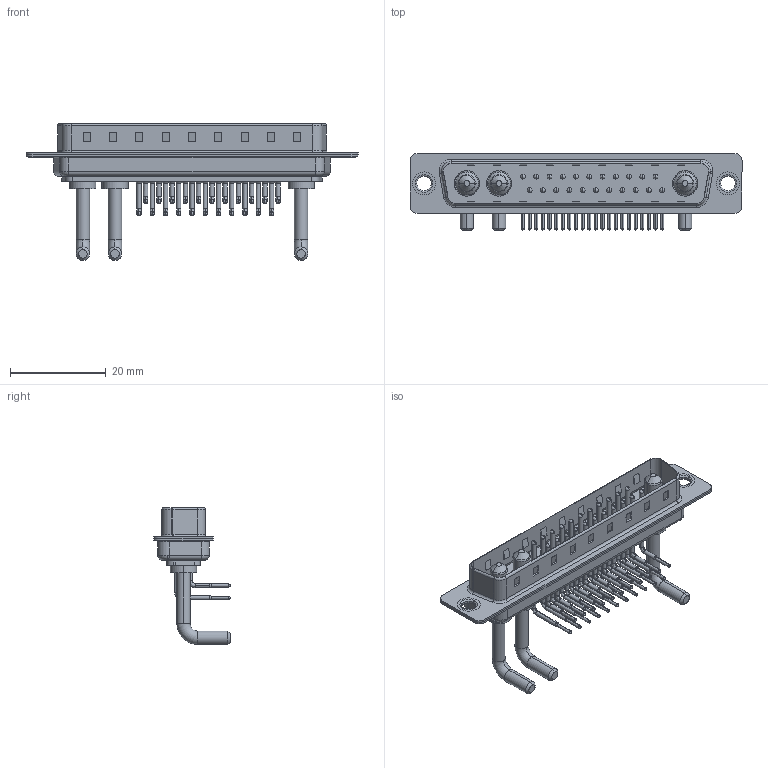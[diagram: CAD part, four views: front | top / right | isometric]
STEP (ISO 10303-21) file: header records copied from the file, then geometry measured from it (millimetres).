
FILE_DESCRIPTION (( 'STEP AP203' ), '1' );
FILE_NAME ('629-25W3250-2N1.STEP', '2022-05-16T05:41:25', ( '' ), ( '' ), 'SwSTEP 2.0', 'SolidWorks 2020', '' );
FILE_SCHEMA (( 'CONFIG_CONTROL_DESIGN' ));
Length unit declared in the file: millimetre
Products named in the file (8): 629Combo Shell Rear_37 Contacts; 629Combo Contact Row 2; Power Pin_Ext 20A RA; 629Combo Housing_25W3; 629Combo Contact Row 1; 629Combo Thru Hole Rivet; 629Combo Shell Front_37 Contacts; 629-25W3250-2N1
Assembly tree (30 placements, depth 2):
  629-25W3250-2N1
    629Combo Housing_25W3
    629Combo Shell Rear_37 Contacts
    629Combo Shell Front_37 Contacts
    629Combo Thru Hole Rivet  x2
    Power Pin_Ext 20A RA  x3
    629Combo Contact Row 1  x11
    629Combo Contact Row 2  x11
Bounding box: 69.4 x 16.05 x 28.63 mm (x, y, z)
Volume: 4411.5 mm3; surface area: 10255.8 mm2
Topology: 33 solids, 33 shells, 2935 faces, 8093 edges, 5244 vertices
Faces by surface type: plane 1641, cylinder 980, bspline 135, cone 109, torus 70
Entity records: 26091 total; most frequent: CARTESIAN_POINT 4445, DIRECTION 4428, ORIENTED_EDGE 4046, EDGE_CURVE 2023, AXIS2_PLACEMENT_3D 1605, VERTEX_POINT 1304, VECTOR 1218, LINE 1218
